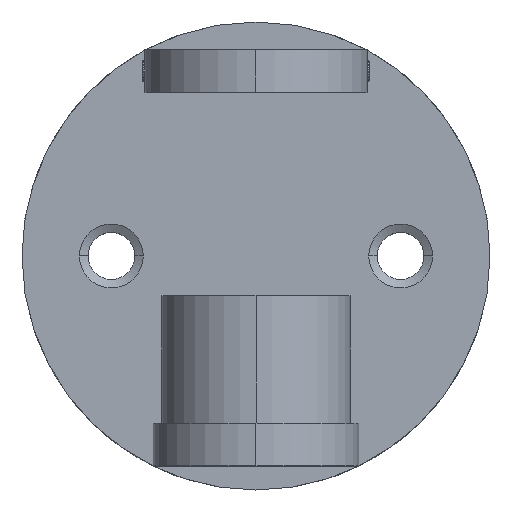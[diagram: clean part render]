
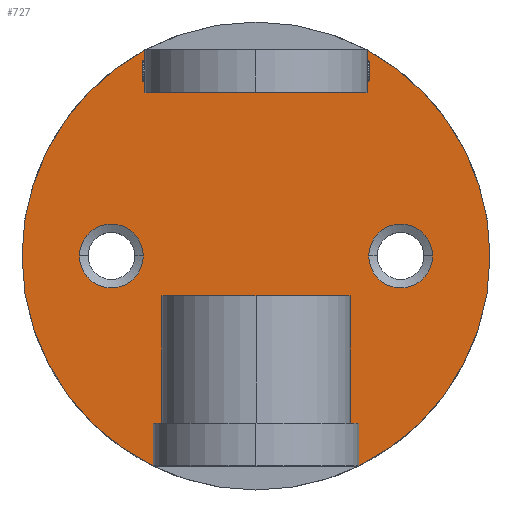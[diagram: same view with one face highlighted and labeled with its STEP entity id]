
A CAD part, top view. The second image highlights one B-rep face of the part: STEP entity #727.
In plain terms, the highlighted planar face has unit normal (0, 0, 1).
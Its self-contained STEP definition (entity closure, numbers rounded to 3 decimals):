
#12 = EDGE_CURVE ( 'NONE', #622, #1841, #936, .T. ) ;
#27 = DIRECTION ( 'NONE',  ( 0., 0., 1. ) ) ;
#52 = DIRECTION ( 'NONE',  ( 0., 0., 1. ) ) ;
#110 = EDGE_CURVE ( 'NONE', #242, #1370, #573, .T. ) ;
#128 = VERTEX_POINT ( 'NONE', #1255 ) ;
#137 = DIRECTION ( 'NONE',  ( 0., 0., -1. ) ) ;
#185 = VECTOR ( 'NONE', #1953, 1000. ) ;
#197 = DIRECTION ( 'NONE',  ( -1., 0., 0. ) ) ;
#205 = DIRECTION ( 'NONE',  ( 0., 0., 1. ) ) ;
#223 = CIRCLE ( 'NONE', #1454, 7.5 ) ;
#231 = AXIS2_PLACEMENT_3D ( 'NONE', #494, #137, #322 ) ;
#242 = VERTEX_POINT ( 'NONE', #841 ) ;
#243 = FACE_OUTER_BOUND ( 'NONE', #2084, .T. ) ;
#256 = AXIS2_PLACEMENT_3D ( 'NONE', #2120, #284, #778 ) ;
#281 = ORIENTED_EDGE ( 'NONE', *, *, #314, .T. ) ;
#284 = DIRECTION ( 'NONE',  ( 0., 0., -1. ) ) ;
#311 = DIRECTION ( 'NONE',  ( 0., 0., -1. ) ) ;
#314 = EDGE_CURVE ( 'NONE', #403, #1265, #223, .T. ) ;
#322 = DIRECTION ( 'NONE',  ( 1., 0., 0. ) ) ;
#336 = AXIS2_PLACEMENT_3D ( 'NONE', #1247, #52, #435 ) ;
#353 = CARTESIAN_POINT ( 'NONE',  ( 26.5, 0., 8. ) ) ;
#386 = CARTESIAN_POINT ( 'NONE',  ( 0., 0., 8. ) ) ;
#394 = DIRECTION ( 'NONE',  ( 0., -1., 0. ) ) ;
#397 = FACE_BOUND ( 'NONE', #1307, .T. ) ;
#398 = EDGE_CURVE ( 'NONE', #933, #1959, #1530, .T. ) ;
#403 = VERTEX_POINT ( 'NONE', #2064 ) ;
#413 = CARTESIAN_POINT ( 'NONE',  ( -41.5, 0., 8. ) ) ;
#432 = ORIENTED_EDGE ( 'NONE', *, *, #110, .F. ) ;
#435 = DIRECTION ( 'NONE',  ( 1., 0., 0. ) ) ;
#448 = CIRCLE ( 'NONE', #1014, 7.5 ) ;
#479 = CARTESIAN_POINT ( 'NONE',  ( 34., 0., 8. ) ) ;
#483 = LINE ( 'NONE', #1156, #1531 ) ;
#494 = CARTESIAN_POINT ( 'NONE',  ( -34., 0., 8. ) ) ;
#527 = CARTESIAN_POINT ( 'NONE',  ( 26.15, 48.386, 8. ) ) ;
#573 = LINE ( 'NONE', #1763, #621 ) ;
#601 = DIRECTION ( 'NONE',  ( 1., 0., 0. ) ) ;
#621 = VECTOR ( 'NONE', #1088, 1000. ) ;
#622 = VERTEX_POINT ( 'NONE', #2145 ) ;
#634 = CARTESIAN_POINT ( 'NONE',  ( -24.15, -39.414, 8. ) ) ;
#646 = CARTESIAN_POINT ( 'NONE',  ( 0., 0., 8. ) ) ;
#677 = ORIENTED_EDGE ( 'NONE', *, *, #12, .T. ) ;
#679 = EDGE_CURVE ( 'NONE', #1265, #403, #448, .T. ) ;
#721 = AXIS2_PLACEMENT_3D ( 'NONE', #386, #27, #2028 ) ;
#727 = ADVANCED_FACE ( 'NONE', ( #397, #909, #243 ), #786, .T. ) ;
#778 = DIRECTION ( 'NONE',  ( 1., 0., 0. ) ) ;
#786 = PLANE ( 'NONE',  #336 ) ;
#815 = DIRECTION ( 'NONE',  ( 1., 0., 0. ) ) ;
#825 = EDGE_CURVE ( 'NONE', #933, #128, #483, .T. ) ;
#826 = DIRECTION ( 'NONE',  ( 1., 0., 0. ) ) ;
#827 = CIRCLE ( 'NONE', #256, 7.5 ) ;
#834 = CIRCLE ( 'NONE', #868, 55. ) ;
#841 = CARTESIAN_POINT ( 'NONE',  ( -26.15, 38.386, 8. ) ) ;
#868 = AXIS2_PLACEMENT_3D ( 'NONE', #646, #2151, #1838 ) ;
#879 = ORIENTED_EDGE ( 'NONE', *, *, #1997, .T. ) ;
#889 = VERTEX_POINT ( 'NONE', #527 ) ;
#890 = DIRECTION ( 'NONE',  ( 1., 0., 0. ) ) ;
#909 = FACE_BOUND ( 'NONE', #1027, .T. ) ;
#920 = DIRECTION ( 'NONE',  ( 0., 0., -1. ) ) ;
#924 = LINE ( 'NONE', #1586, #2085 ) ;
#930 = CARTESIAN_POINT ( 'NONE',  ( 55., 0., 8. ) ) ;
#931 = EDGE_CURVE ( 'NONE', #128, #1126, #1034, .T. ) ;
#933 = VERTEX_POINT ( 'NONE', #2199 ) ;
#936 = CIRCLE ( 'NONE', #721, 55. ) ;
#937 = ORIENTED_EDGE ( 'NONE', *, *, #825, .F. ) ;
#949 = VERTEX_POINT ( 'NONE', #2041 ) ;
#951 = CARTESIAN_POINT ( 'NONE',  ( 0., 0., 8. ) ) ;
#995 = ORIENTED_EDGE ( 'NONE', *, *, #1175, .T. ) ;
#1014 = AXIS2_PLACEMENT_3D ( 'NONE', #1608, #920, #601 ) ;
#1027 = EDGE_LOOP ( 'NONE', ( #995, #1614 ) ) ;
#1032 = ORIENTED_EDGE ( 'NONE', *, *, #398, .T. ) ;
#1034 = LINE ( 'NONE', #1863, #1996 ) ;
#1088 = DIRECTION ( 'NONE',  ( 1., 0., 0. ) ) ;
#1092 = EDGE_CURVE ( 'NONE', #1126, #1841, #1236, .T. ) ;
#1126 = VERTEX_POINT ( 'NONE', #634 ) ;
#1136 = ORIENTED_EDGE ( 'NONE', *, *, #1640, .F. ) ;
#1146 = ORIENTED_EDGE ( 'NONE', *, *, #1092, .F. ) ;
#1156 = CARTESIAN_POINT ( 'NONE',  ( 24.15, -39.414, 8. ) ) ;
#1175 = EDGE_CURVE ( 'NONE', #1483, #1523, #1852, .T. ) ;
#1182 = ORIENTED_EDGE ( 'NONE', *, *, #931, .F. ) ;
#1236 = LINE ( 'NONE', #1902, #1559 ) ;
#1247 = CARTESIAN_POINT ( 'NONE',  ( 0., 0., 8. ) ) ;
#1255 = CARTESIAN_POINT ( 'NONE',  ( 24.15, -39.414, 8. ) ) ;
#1265 = VERTEX_POINT ( 'NONE', #353 ) ;
#1270 = CARTESIAN_POINT ( 'NONE',  ( -24.15, -49.414, 8. ) ) ;
#1303 = LINE ( 'NONE', #1468, #185 ) ;
#1307 = EDGE_LOOP ( 'NONE', ( #281, #1452 ) ) ;
#1370 = VERTEX_POINT ( 'NONE', #1376 ) ;
#1376 = CARTESIAN_POINT ( 'NONE',  ( 26.15, 38.386, 8. ) ) ;
#1452 = ORIENTED_EDGE ( 'NONE', *, *, #679, .T. ) ;
#1454 = AXIS2_PLACEMENT_3D ( 'NONE', #479, #311, #815 ) ;
#1468 = CARTESIAN_POINT ( 'NONE',  ( 26.15, 48.386, 8. ) ) ;
#1483 = VERTEX_POINT ( 'NONE', #2065 ) ;
#1523 = VERTEX_POINT ( 'NONE', #413 ) ;
#1529 = EDGE_CURVE ( 'NONE', #949, #242, #924, .T. ) ;
#1530 = CIRCLE ( 'NONE', #1634, 55. ) ;
#1531 = VECTOR ( 'NONE', #2001, 1000. ) ;
#1559 = VECTOR ( 'NONE', #394, 1000. ) ;
#1586 = CARTESIAN_POINT ( 'NONE',  ( -26.15, 48.386, 8. ) ) ;
#1594 = EDGE_CURVE ( 'NONE', #1523, #1483, #827, .T. ) ;
#1608 = CARTESIAN_POINT ( 'NONE',  ( 34., 0., 8. ) ) ;
#1614 = ORIENTED_EDGE ( 'NONE', *, *, #1594, .T. ) ;
#1634 = AXIS2_PLACEMENT_3D ( 'NONE', #1711, #205, #890 ) ;
#1640 = EDGE_CURVE ( 'NONE', #1370, #889, #1303, .T. ) ;
#1689 = EDGE_CURVE ( 'NONE', #949, #622, #1877, .T. ) ;
#1696 = AXIS2_PLACEMENT_3D ( 'NONE', #951, #1799, #826 ) ;
#1711 = CARTESIAN_POINT ( 'NONE',  ( 0., 0., 8. ) ) ;
#1728 = DIRECTION ( 'NONE',  ( 0., -1., 0. ) ) ;
#1763 = CARTESIAN_POINT ( 'NONE',  ( -26.15, 38.386, 8. ) ) ;
#1787 = ORIENTED_EDGE ( 'NONE', *, *, #1689, .T. ) ;
#1799 = DIRECTION ( 'NONE',  ( 0., 0., 1. ) ) ;
#1838 = DIRECTION ( 'NONE',  ( 1., 0., 0. ) ) ;
#1841 = VERTEX_POINT ( 'NONE', #1270 ) ;
#1852 = CIRCLE ( 'NONE', #231, 7.5 ) ;
#1863 = CARTESIAN_POINT ( 'NONE',  ( -24.15, -39.414, 8. ) ) ;
#1877 = CIRCLE ( 'NONE', #1696, 55. ) ;
#1902 = CARTESIAN_POINT ( 'NONE',  ( -24.15, -39.414, 8. ) ) ;
#1953 = DIRECTION ( 'NONE',  ( 0., 1., 0. ) ) ;
#1959 = VERTEX_POINT ( 'NONE', #930 ) ;
#1996 = VECTOR ( 'NONE', #197, 1000. ) ;
#1997 = EDGE_CURVE ( 'NONE', #1959, #889, #834, .T. ) ;
#2001 = DIRECTION ( 'NONE',  ( 0., 1., 0. ) ) ;
#2028 = DIRECTION ( 'NONE',  ( 1., 0., 0. ) ) ;
#2041 = CARTESIAN_POINT ( 'NONE',  ( -26.15, 48.386, 8. ) ) ;
#2064 = CARTESIAN_POINT ( 'NONE',  ( 41.5, 0., 8. ) ) ;
#2065 = CARTESIAN_POINT ( 'NONE',  ( -26.5, 0., 8. ) ) ;
#2084 = EDGE_LOOP ( 'NONE', ( #1032, #879, #1136, #432, #2185, #1787, #677, #1146, #1182, #937 ) ) ;
#2085 = VECTOR ( 'NONE', #1728, 1000. ) ;
#2120 = CARTESIAN_POINT ( 'NONE',  ( -34., 0., 8. ) ) ;
#2145 = CARTESIAN_POINT ( 'NONE',  ( -55., 0., 8. ) ) ;
#2151 = DIRECTION ( 'NONE',  ( 0., 0., 1. ) ) ;
#2185 = ORIENTED_EDGE ( 'NONE', *, *, #1529, .F. ) ;
#2199 = CARTESIAN_POINT ( 'NONE',  ( 24.15, -49.414, 8. ) ) ;
